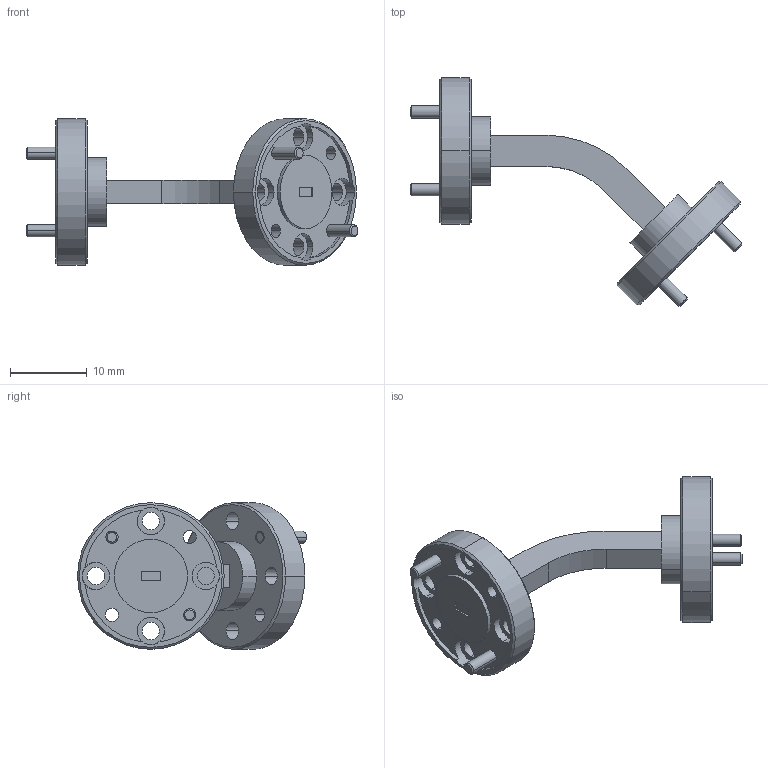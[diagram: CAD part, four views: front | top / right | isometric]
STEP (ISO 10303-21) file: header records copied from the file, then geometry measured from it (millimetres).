
FILE_DESCRIPTION (( 'STEP AP214' ), '1' );
FILE_NAME ('WB-HW-5-A-L, Defeatured.STEP', '2025-01-30T18:30:17', ( '' ), ( '' ), 'SwSTEP 2.0', 'SolidWorks 2021', '' );
FILE_SCHEMA (( 'AUTOMOTIVE_DESIGN' ));
Length unit declared in the file: inch
Products named in the file (1): WB-HW-5-A-L, Defeatured
Bounding box: 43.15 x 29.75 x 19.05 mm (x, y, z)
Volume: 2597.4 mm3; surface area: 2597.4 mm2
Topology: 5 solids, 5 shells, 144 faces, 348 edges, 224 vertices
Faces by surface type: cylinder 78, plane 42, cone 24
Entity records: 5750 total; most frequent: DIRECTION 834, CARTESIAN_POINT 717, ORIENTED_EDGE 696, EDGE_CURVE 348, AXIS2_PLACEMENT_3D 341, VERTEX_POINT 224, CIRCLE 196, EDGE_LOOP 186
